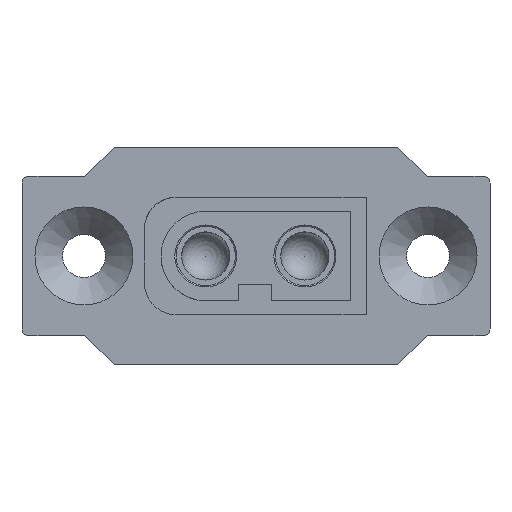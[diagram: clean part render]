
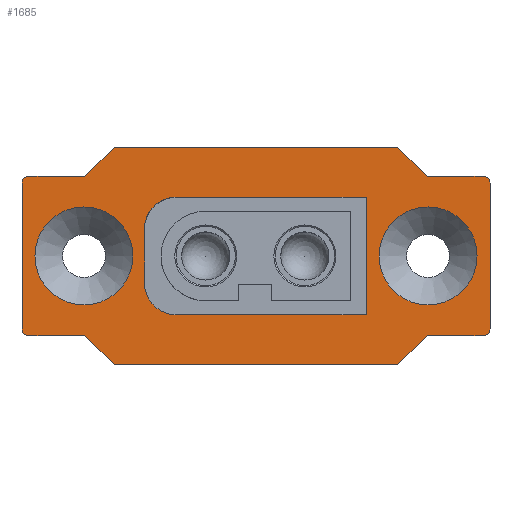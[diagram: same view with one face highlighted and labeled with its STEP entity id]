
A CAD part, top view. The second image highlights one B-rep face of the part: STEP entity #1685.
In plain terms, the highlighted planar face has unit normal (0, 0, 1).
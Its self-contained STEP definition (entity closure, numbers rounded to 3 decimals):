
#136=LINE('',#2747,#304);
#137=LINE('',#2749,#305);
#138=LINE('',#2751,#306);
#139=LINE('',#2753,#307);
#140=LINE('',#2755,#308);
#141=LINE('',#2759,#309);
#142=LINE('',#2763,#310);
#143=LINE('',#2765,#311);
#144=LINE('',#2767,#312);
#145=LINE('',#2769,#313);
#146=LINE('',#2771,#314);
#147=LINE('',#2774,#315);
#148=LINE('',#2781,#316);
#149=LINE('',#2783,#317);
#150=LINE('',#2785,#318);
#151=LINE('',#2788,#319);
#304=VECTOR('',#2245,10.);
#305=VECTOR('',#2246,10.);
#306=VECTOR('',#2247,10.);
#307=VECTOR('',#2248,10.);
#308=VECTOR('',#2249,10.);
#309=VECTOR('',#2252,10.);
#310=VECTOR('',#2255,10.);
#311=VECTOR('',#2256,10.);
#312=VECTOR('',#2257,10.);
#313=VECTOR('',#2258,10.);
#314=VECTOR('',#2259,10.);
#315=VECTOR('',#2262,10.);
#316=VECTOR('',#2267,10.);
#317=VECTOR('',#2268,10.);
#318=VECTOR('',#2269,10.);
#319=VECTOR('',#2272,10.);
#413=FACE_BOUND('',#579,.T.);
#414=FACE_BOUND('',#580,.T.);
#415=FACE_BOUND('',#581,.T.);
#477=FACE_OUTER_BOUND('',#578,.T.);
#578=EDGE_LOOP('',(#1357,#1358,#1359,#1360,#1361,#1362,#1363,#1364,#1365,
#1366,#1367,#1368,#1369,#1370,#1371,#1372));
#579=EDGE_LOOP('',(#1373));
#580=EDGE_LOOP('',(#1374,#1375,#1376,#1377,#1378,#1379));
#581=EDGE_LOOP('',(#1380));
#676=CIRCLE('',#1860,3.56);
#678=CIRCLE('',#1863,0.5);
#679=CIRCLE('',#1864,0.5);
#680=CIRCLE('',#1865,0.5);
#681=CIRCLE('',#1866,0.5);
#682=CIRCLE('',#1867,3.56);
#683=CIRCLE('',#1868,2.3);
#684=CIRCLE('',#1869,2.3);
#797=VERTEX_POINT('',#2737);
#799=VERTEX_POINT('',#2743);
#800=VERTEX_POINT('',#2744);
#801=VERTEX_POINT('',#2746);
#802=VERTEX_POINT('',#2748);
#803=VERTEX_POINT('',#2750);
#804=VERTEX_POINT('',#2752);
#805=VERTEX_POINT('',#2754);
#806=VERTEX_POINT('',#2756);
#807=VERTEX_POINT('',#2758);
#808=VERTEX_POINT('',#2760);
#809=VERTEX_POINT('',#2762);
#810=VERTEX_POINT('',#2764);
#811=VERTEX_POINT('',#2766);
#812=VERTEX_POINT('',#2768);
#813=VERTEX_POINT('',#2770);
#814=VERTEX_POINT('',#2772);
#815=VERTEX_POINT('',#2775);
#816=VERTEX_POINT('',#2777);
#817=VERTEX_POINT('',#2778);
#818=VERTEX_POINT('',#2780);
#819=VERTEX_POINT('',#2782);
#820=VERTEX_POINT('',#2784);
#821=VERTEX_POINT('',#2786);
#1000=EDGE_CURVE('',#797,#797,#676,.T.);
#1003=EDGE_CURVE('',#799,#800,#678,.T.);
#1004=EDGE_CURVE('',#801,#799,#136,.T.);
#1005=EDGE_CURVE('',#802,#801,#137,.T.);
#1006=EDGE_CURVE('',#802,#803,#138,.T.);
#1007=EDGE_CURVE('',#804,#803,#139,.T.);
#1008=EDGE_CURVE('',#805,#804,#140,.T.);
#1009=EDGE_CURVE('',#806,#805,#679,.T.);
#1010=EDGE_CURVE('',#807,#806,#141,.T.);
#1011=EDGE_CURVE('',#808,#807,#680,.T.);
#1012=EDGE_CURVE('',#809,#808,#142,.T.);
#1013=EDGE_CURVE('',#809,#810,#143,.T.);
#1014=EDGE_CURVE('',#810,#811,#144,.T.);
#1015=EDGE_CURVE('',#811,#812,#145,.T.);
#1016=EDGE_CURVE('',#813,#812,#146,.T.);
#1017=EDGE_CURVE('',#814,#813,#681,.T.);
#1018=EDGE_CURVE('',#800,#814,#147,.T.);
#1019=EDGE_CURVE('',#815,#815,#682,.T.);
#1020=EDGE_CURVE('',#816,#817,#683,.T.);
#1021=EDGE_CURVE('',#817,#818,#148,.T.);
#1022=EDGE_CURVE('',#818,#819,#149,.T.);
#1023=EDGE_CURVE('',#819,#820,#150,.T.);
#1024=EDGE_CURVE('',#820,#821,#684,.T.);
#1025=EDGE_CURVE('',#821,#816,#151,.T.);
#1357=ORIENTED_EDGE('',*,*,#1003,.F.);
#1358=ORIENTED_EDGE('',*,*,#1004,.F.);
#1359=ORIENTED_EDGE('',*,*,#1005,.F.);
#1360=ORIENTED_EDGE('',*,*,#1006,.T.);
#1361=ORIENTED_EDGE('',*,*,#1007,.F.);
#1362=ORIENTED_EDGE('',*,*,#1008,.F.);
#1363=ORIENTED_EDGE('',*,*,#1009,.F.);
#1364=ORIENTED_EDGE('',*,*,#1010,.F.);
#1365=ORIENTED_EDGE('',*,*,#1011,.F.);
#1366=ORIENTED_EDGE('',*,*,#1012,.F.);
#1367=ORIENTED_EDGE('',*,*,#1013,.T.);
#1368=ORIENTED_EDGE('',*,*,#1014,.T.);
#1369=ORIENTED_EDGE('',*,*,#1015,.T.);
#1370=ORIENTED_EDGE('',*,*,#1016,.F.);
#1371=ORIENTED_EDGE('',*,*,#1017,.F.);
#1372=ORIENTED_EDGE('',*,*,#1018,.F.);
#1373=ORIENTED_EDGE('',*,*,#1019,.F.);
#1374=ORIENTED_EDGE('',*,*,#1020,.T.);
#1375=ORIENTED_EDGE('',*,*,#1021,.T.);
#1376=ORIENTED_EDGE('',*,*,#1022,.T.);
#1377=ORIENTED_EDGE('',*,*,#1023,.T.);
#1378=ORIENTED_EDGE('',*,*,#1024,.T.);
#1379=ORIENTED_EDGE('',*,*,#1025,.T.);
#1380=ORIENTED_EDGE('',*,*,#1000,.F.);
#1602=PLANE('',#1862);
#1685=ADVANCED_FACE('',(#477,#413,#414,#415),#1602,.T.);
#1860=AXIS2_PLACEMENT_3D('',#2738,#2236,#2237);
#1862=AXIS2_PLACEMENT_3D('',#2742,#2241,#2242);
#1863=AXIS2_PLACEMENT_3D('',#2745,#2243,#2244);
#1864=AXIS2_PLACEMENT_3D('',#2757,#2250,#2251);
#1865=AXIS2_PLACEMENT_3D('',#2761,#2253,#2254);
#1866=AXIS2_PLACEMENT_3D('',#2773,#2260,#2261);
#1867=AXIS2_PLACEMENT_3D('',#2776,#2263,#2264);
#1868=AXIS2_PLACEMENT_3D('',#2779,#2265,#2266);
#1869=AXIS2_PLACEMENT_3D('',#2787,#2270,#2271);
#2236=DIRECTION('center_axis',(0.,0.,1.));
#2237=DIRECTION('ref_axis',(-1.,0.,0.));
#2241=DIRECTION('center_axis',(0.,0.,1.));
#2242=DIRECTION('ref_axis',(1.,0.,0.));
#2243=DIRECTION('center_axis',(0.,0.,-1.));
#2244=DIRECTION('ref_axis',(0.707,0.707,0.));
#2245=DIRECTION('',(1.,0.,0.));
#2246=DIRECTION('',(0.719,-0.695,0.));
#2247=DIRECTION('',(-1.,0.,0.));
#2248=DIRECTION('',(0.719,0.695,0.));
#2249=DIRECTION('',(1.,0.,0.));
#2250=DIRECTION('center_axis',(0.,0.,-1.));
#2251=DIRECTION('ref_axis',(-0.707,0.707,0.));
#2252=DIRECTION('',(0.,1.,0.));
#2253=DIRECTION('center_axis',(0.,0.,-1.));
#2254=DIRECTION('ref_axis',(-0.707,-0.707,0.));
#2255=DIRECTION('',(-1.,0.,0.));
#2256=DIRECTION('',(0.719,-0.695,0.));
#2257=DIRECTION('',(1.,0.,0.));
#2258=DIRECTION('',(0.719,0.695,0.));
#2259=DIRECTION('',(-1.,0.,0.));
#2260=DIRECTION('center_axis',(0.,0.,-1.));
#2261=DIRECTION('ref_axis',(0.707,-0.707,0.));
#2262=DIRECTION('',(0.,-1.,0.));
#2263=DIRECTION('center_axis',(0.,0.,1.));
#2264=DIRECTION('ref_axis',(-1.,0.,0.));
#2265=DIRECTION('center_axis',(0.,0.,-1.));
#2266=DIRECTION('ref_axis',(0.,1.,0.));
#2267=DIRECTION('',(1.,0.,0.));
#2268=DIRECTION('',(0.,-1.,0.));
#2269=DIRECTION('',(-1.,0.,0.));
#2270=DIRECTION('center_axis',(0.,0.,-1.));
#2271=DIRECTION('ref_axis',(-1.,0.,0.));
#2272=DIRECTION('',(0.,1.,0.));
#2737=CARTESIAN_POINT('',(-8.94,0.,0.));
#2738=CARTESIAN_POINT('Origin',(-12.5,0.,0.));
#2742=CARTESIAN_POINT('Origin',(-0.05,0.,
0.));
#2743=CARTESIAN_POINT('',(16.5,5.8,0.));
#2744=CARTESIAN_POINT('',(17.,5.3,0.));
#2745=CARTESIAN_POINT('Origin',(16.5,5.3,0.));
#2746=CARTESIAN_POINT('',(12.446,5.8,0.));
#2747=CARTESIAN_POINT('',(-17.,5.8,0.));
#2748=CARTESIAN_POINT('',(10.3,7.875,0.));
#2749=CARTESIAN_POINT('',(10.3,7.875,0.));
#2750=CARTESIAN_POINT('',(-10.3,7.875,0.));
#2751=CARTESIAN_POINT('',(17.,7.875,0.));
#2752=CARTESIAN_POINT('',(-12.446,5.8,0.));
#2753=CARTESIAN_POINT('',(-12.446,5.8,0.));
#2754=CARTESIAN_POINT('',(-16.5,5.8,0.));
#2755=CARTESIAN_POINT('',(-17.,5.8,0.));
#2756=CARTESIAN_POINT('',(-17.,5.3,0.));
#2757=CARTESIAN_POINT('Origin',(-16.5,5.3,0.));
#2758=CARTESIAN_POINT('',(-17.,-5.3,0.));
#2759=CARTESIAN_POINT('',(-17.,-5.8,0.));
#2760=CARTESIAN_POINT('',(-16.5,-5.8,0.));
#2761=CARTESIAN_POINT('Origin',(-16.5,-5.3,0.));
#2762=CARTESIAN_POINT('',(-12.446,-5.8,0.));
#2763=CARTESIAN_POINT('',(17.,-5.8,0.));
#2764=CARTESIAN_POINT('',(-10.3,-7.875,0.));
#2765=CARTESIAN_POINT('',(-12.446,-5.8,0.));
#2766=CARTESIAN_POINT('',(10.3,-7.875,0.));
#2767=CARTESIAN_POINT('',(-17.,-7.875,0.));
#2768=CARTESIAN_POINT('',(12.446,-5.8,0.));
#2769=CARTESIAN_POINT('',(10.3,-7.875,0.));
#2770=CARTESIAN_POINT('',(16.5,-5.8,0.));
#2771=CARTESIAN_POINT('',(17.,-5.8,0.));
#2772=CARTESIAN_POINT('',(17.,-5.3,0.));
#2773=CARTESIAN_POINT('Origin',(16.5,-5.3,0.));
#2774=CARTESIAN_POINT('',(17.,5.8,0.));
#2775=CARTESIAN_POINT('',(16.06,0.,0.));
#2776=CARTESIAN_POINT('Origin',(12.5,0.,0.));
#2777=CARTESIAN_POINT('',(-8.1,1.975,0.));
#2778=CARTESIAN_POINT('',(-5.8,4.275,0.));
#2779=CARTESIAN_POINT('Origin',(-5.8,1.975,0.));
#2780=CARTESIAN_POINT('',(8.,4.275,0.));
#2781=CARTESIAN_POINT('',(-5.8,4.275,0.));
#2782=CARTESIAN_POINT('',(8.,-4.275,0.));
#2783=CARTESIAN_POINT('',(8.,4.275,0.));
#2784=CARTESIAN_POINT('',(-5.8,-4.275,0.));
#2785=CARTESIAN_POINT('',(8.,-4.275,0.));
#2786=CARTESIAN_POINT('',(-8.1,-1.975,0.));
#2787=CARTESIAN_POINT('Origin',(-5.8,-1.975,0.));
#2788=CARTESIAN_POINT('',(-8.1,-1.975,0.));
